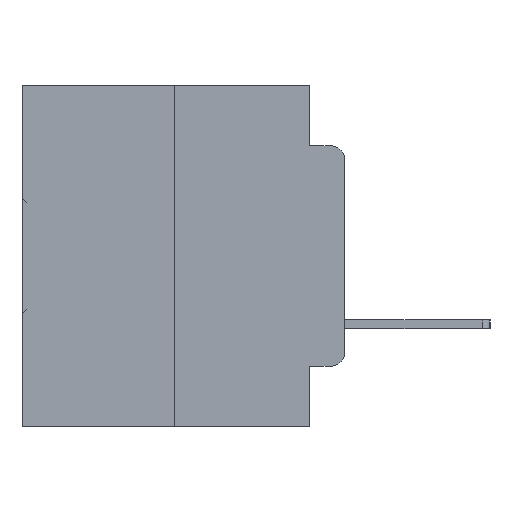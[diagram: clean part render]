
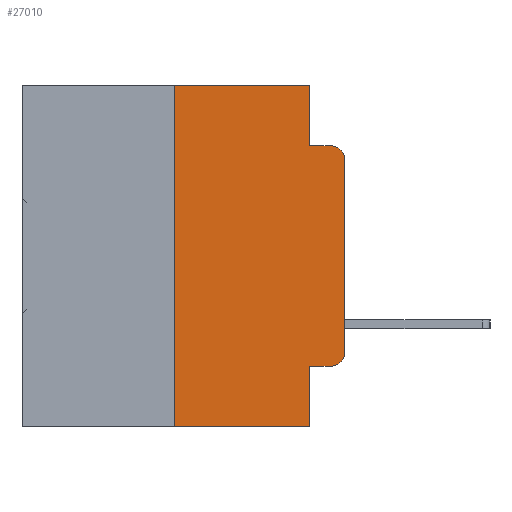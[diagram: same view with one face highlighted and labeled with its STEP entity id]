
A CAD part, left-side view. The second image highlights one B-rep face of the part: STEP entity #27010.
In plain terms, the highlighted planar face has unit normal (-1, 0, 0).
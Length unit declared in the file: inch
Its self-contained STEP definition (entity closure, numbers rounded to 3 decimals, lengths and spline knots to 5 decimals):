
#232 = EDGE_CURVE ( 'NONE', #10425, #5587, #14339, .T. ) ;
#400 = ORIENTED_EDGE ( 'NONE', *, *, #16880, .F. ) ;
#1181 = CARTESIAN_POINT ( 'NONE',  ( 0., 0.051, -0.4115 ) ) ;
#1318 = EDGE_CURVE ( 'NONE', #22684, #10425, #24030, .T. ) ;
#1399 = CARTESIAN_POINT ( 'NONE',  ( 0., 0.02, -0.1085 ) ) ;
#1686 = CARTESIAN_POINT ( 'NONE',  ( 0., 0.473, 0. ) ) ;
#2259 = EDGE_CURVE ( 'NONE', #14299, #19238, #11430, .T. ) ;
#2261 = CARTESIAN_POINT ( 'NONE',  ( 0., 0.051, 0. ) ) ;
#2891 = VERTEX_POINT ( 'NONE', #4369 ) ;
#3499 = CARTESIAN_POINT ( 'NONE',  ( 0., 0.02, -0.4115 ) ) ;
#3999 = DIRECTION ( 'NONE',  ( 0., 0., -1. ) ) ;
#4369 = CARTESIAN_POINT ( 'NONE',  ( 0., 0.25, 0. ) ) ;
#4404 = DIRECTION ( 'NONE',  ( 0., 0., 1. ) ) ;
#4835 = ORIENTED_EDGE ( 'NONE', *, *, #2259, .T. ) ;
#5563 = VECTOR ( 'NONE', #26143, 39.37008 ) ;
#5587 = VERTEX_POINT ( 'NONE', #29819 ) ;
#5674 = VECTOR ( 'NONE', #32195, 39.37008 ) ;
#6720 = VERTEX_POINT ( 'NONE', #1181 ) ;
#7401 = DIRECTION ( 'NONE',  ( 0., -1., 0. ) ) ;
#7743 = CARTESIAN_POINT ( 'NONE',  ( 0., 0.02, -0.3915 ) ) ;
#9981 = ORIENTED_EDGE ( 'NONE', *, *, #10554, .T. ) ;
#10289 = DIRECTION ( 'NONE',  ( 0., 0., -1. ) ) ;
#10425 = VERTEX_POINT ( 'NONE', #22121 ) ;
#10554 = EDGE_CURVE ( 'NONE', #6720, #14260, #19025, .T. ) ;
#10632 = VECTOR ( 'NONE', #4404, 39.37008 ) ;
#10735 = VERTEX_POINT ( 'NONE', #28279 ) ;
#10780 = ORIENTED_EDGE ( 'NONE', *, *, #18425, .T. ) ;
#11162 = VECTOR ( 'NONE', #31752, 39.37008 ) ;
#11170 = CARTESIAN_POINT ( 'NONE',  ( 0., 0.25, 0. ) ) ;
#11430 = LINE ( 'NONE', #22140, #10632 ) ;
#11465 = PLANE ( 'NONE',  #17747 ) ;
#12400 = AXIS2_PLACEMENT_3D ( 'NONE', #7743, #25287, #10289 ) ;
#12424 = LINE ( 'NONE', #2261, #5674 ) ;
#13990 = DIRECTION ( 'NONE',  ( 1., 0., 0. ) ) ;
#14260 = VERTEX_POINT ( 'NONE', #3499 ) ;
#14299 = VERTEX_POINT ( 'NONE', #16373 ) ;
#14339 = LINE ( 'NONE', #21776, #11162 ) ;
#15307 = EDGE_LOOP ( 'NONE', ( #4835, #31391, #19156, #25693, #19926, #400, #28009, #22291, #9981, #10780 ) ) ;
#16231 = CARTESIAN_POINT ( 'NONE',  ( 0., 0., -0.1085 ) ) ;
#16373 = CARTESIAN_POINT ( 'NONE',  ( 0., 0., -0.3915 ) ) ;
#16424 = VECTOR ( 'NONE', #31680, 39.37008 ) ;
#16519 = FACE_OUTER_BOUND ( 'NONE', #15307, .T. ) ;
#16880 = EDGE_CURVE ( 'NONE', #10735, #2891, #25624, .T. ) ;
#17453 = VECTOR ( 'NONE', #29576, 39.37008 ) ;
#17463 = VECTOR ( 'NONE', #30574, 39.37008 ) ;
#17680 = CIRCLE ( 'NONE', #26712, 0.02 ) ;
#17747 = AXIS2_PLACEMENT_3D ( 'NONE', #31188, #13990, #31295 ) ;
#18425 = EDGE_CURVE ( 'NONE', #14260, #14299, #22806, .T. ) ;
#19025 = LINE ( 'NONE', #25063, #19810 ) ;
#19156 = ORIENTED_EDGE ( 'NONE', *, *, #232, .F. ) ;
#19209 = DIRECTION ( 'NONE',  ( -1., 0., 0. ) ) ;
#19238 = VERTEX_POINT ( 'NONE', #16231 ) ;
#19810 = VECTOR ( 'NONE', #7401, 39.37008 ) ;
#19926 = ORIENTED_EDGE ( 'NONE', *, *, #22169, .F. ) ;
#21776 = CARTESIAN_POINT ( 'NONE',  ( 0., 0.051, -0.0885 ) ) ;
#22121 = CARTESIAN_POINT ( 'NONE',  ( 0., 0.051, -0.0885 ) ) ;
#22140 = CARTESIAN_POINT ( 'NONE',  ( 0., 0., 0. ) ) ;
#22169 = EDGE_CURVE ( 'NONE', #2891, #22684, #23077, .T. ) ;
#22291 = ORIENTED_EDGE ( 'NONE', *, *, #22306, .F. ) ;
#22306 = EDGE_CURVE ( 'NONE', #6720, #31400, #12424, .T. ) ;
#22684 = VERTEX_POINT ( 'NONE', #31433 ) ;
#22806 = CIRCLE ( 'NONE', #12400, 0.02 ) ;
#23077 = LINE ( 'NONE', #1686, #16424 ) ;
#23268 = LINE ( 'NONE', #27141, #17453 ) ;
#24030 = LINE ( 'NONE', #25684, #17463 ) ;
#24820 = CARTESIAN_POINT ( 'NONE',  ( 0., 0.051, -0.5 ) ) ;
#25063 = CARTESIAN_POINT ( 'NONE',  ( 0., 0.051, -0.4115 ) ) ;
#25209 = EDGE_CURVE ( 'NONE', #10735, #31400, #23268, .T. ) ;
#25287 = DIRECTION ( 'NONE',  ( -1., 0., 0. ) ) ;
#25624 = LINE ( 'NONE', #11170, #5563 ) ;
#25684 = CARTESIAN_POINT ( 'NONE',  ( 0., 0.051, 0. ) ) ;
#25693 = ORIENTED_EDGE ( 'NONE', *, *, #1318, .F. ) ;
#26143 = DIRECTION ( 'NONE',  ( 0., 0., 1. ) ) ;
#26712 = AXIS2_PLACEMENT_3D ( 'NONE', #1399, #19209, #3999 ) ;
#27010 = ADVANCED_FACE ( 'NONE', ( #16519 ), #11465, .F. ) ;
#27141 = CARTESIAN_POINT ( 'NONE',  ( 0., 0.473, -0.5 ) ) ;
#28009 = ORIENTED_EDGE ( 'NONE', *, *, #25209, .T. ) ;
#28279 = CARTESIAN_POINT ( 'NONE',  ( 0., 0.25, -0.5 ) ) ;
#29576 = DIRECTION ( 'NONE',  ( 0., -1., 0. ) ) ;
#29819 = CARTESIAN_POINT ( 'NONE',  ( 0., 0.02, -0.0885 ) ) ;
#30574 = DIRECTION ( 'NONE',  ( 0., 0., -1. ) ) ;
#31188 = CARTESIAN_POINT ( 'NONE',  ( 0., 0.473, 0. ) ) ;
#31295 = DIRECTION ( 'NONE',  ( 0., 0., -1. ) ) ;
#31391 = ORIENTED_EDGE ( 'NONE', *, *, #31702, .T. ) ;
#31400 = VERTEX_POINT ( 'NONE', #24820 ) ;
#31433 = CARTESIAN_POINT ( 'NONE',  ( 0., 0.051, 0. ) ) ;
#31680 = DIRECTION ( 'NONE',  ( 0., -1., 0. ) ) ;
#31702 = EDGE_CURVE ( 'NONE', #19238, #5587, #17680, .T. ) ;
#31752 = DIRECTION ( 'NONE',  ( 0., -1., 0. ) ) ;
#32195 = DIRECTION ( 'NONE',  ( 0., 0., -1. ) ) ;
